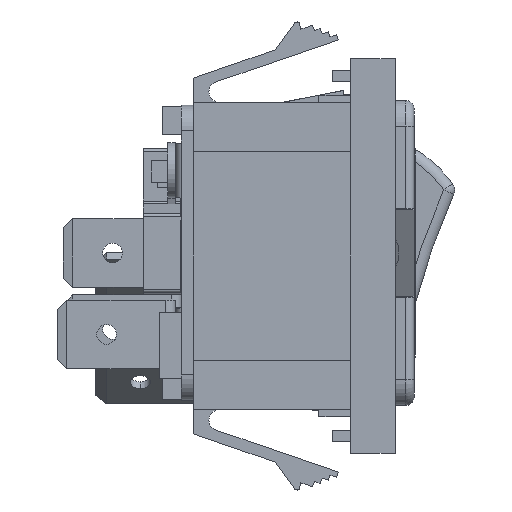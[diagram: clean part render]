
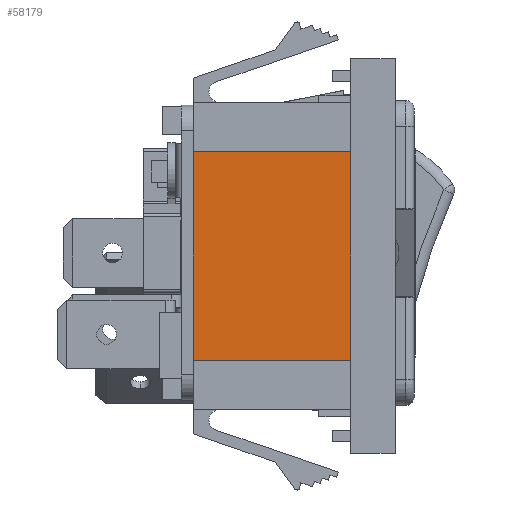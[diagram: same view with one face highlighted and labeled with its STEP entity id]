
A CAD part, front view. The second image highlights one B-rep face of the part: STEP entity #58179.
In plain terms, the highlighted planar face has unit normal (0, -1, 0).
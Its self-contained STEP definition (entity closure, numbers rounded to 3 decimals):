
#2041 = VECTOR ( 'NONE', #55411, 1000. ) ;
#4131 = CARTESIAN_POINT ( 'NONE',  ( -14.402, -34.29, -9.525 ) ) ;
#6600 = FACE_OUTER_BOUND ( 'NONE', #90274, .T. ) ;
#9090 = EDGE_CURVE ( 'NONE', #63502, #79043, #54547, .T. ) ;
#11403 = DIRECTION ( 'NONE',  ( 1., 0., 0. ) ) ;
#15049 = VERTEX_POINT ( 'NONE', #78583 ) ;
#15237 = CARTESIAN_POINT ( 'NONE',  ( 0., -34.29, 9.525 ) ) ;
#23138 = LINE ( 'NONE', #81120, #30755 ) ;
#24087 = EDGE_CURVE ( 'NONE', #79043, #74789, #43524, .T. ) ;
#30755 = VECTOR ( 'NONE', #81581, 1000. ) ;
#32068 = EDGE_CURVE ( 'NONE', #15049, #74789, #54469, .T. ) ;
#37888 = AXIS2_PLACEMENT_3D ( 'NONE', #52124, #43525, #51655 ) ;
#43496 = VECTOR ( 'NONE', #72741, 1000. ) ;
#43524 = LINE ( 'NONE', #15237, #43496 ) ;
#43525 = DIRECTION ( 'NONE',  ( 0., 1., 0. ) ) ;
#47158 = VECTOR ( 'NONE', #11403, 1000. ) ;
#47852 = CARTESIAN_POINT ( 'NONE',  ( -14.402, -34.29, 9.525 ) ) ;
#50182 = ORIENTED_EDGE ( 'NONE', *, *, #9090, .F. ) ;
#51655 = DIRECTION ( 'NONE',  ( 1., 0., 0. ) ) ;
#52124 = CARTESIAN_POINT ( 'NONE',  ( -14.402, -34.29, 9.525 ) ) ;
#54469 = LINE ( 'NONE', #4131, #2041 ) ;
#54547 = LINE ( 'NONE', #47852, #47158 ) ;
#55411 = DIRECTION ( 'NONE',  ( 1., 0., 0. ) ) ;
#56621 = ORIENTED_EDGE ( 'NONE', *, *, #32068, .T. ) ;
#58179 = ADVANCED_FACE ( 'NONE', ( #6600 ), #94331, .F. ) ;
#63502 = VERTEX_POINT ( 'NONE', #69750 ) ;
#65066 = CARTESIAN_POINT ( 'NONE',  ( 0., -34.29, 9.525 ) ) ;
#69750 = CARTESIAN_POINT ( 'NONE',  ( -14.402, -34.29, 9.525 ) ) ;
#72741 = DIRECTION ( 'NONE',  ( 0., 0., -1. ) ) ;
#72857 = ORIENTED_EDGE ( 'NONE', *, *, #78897, .T. ) ;
#74789 = VERTEX_POINT ( 'NONE', #76943 ) ;
#76943 = CARTESIAN_POINT ( 'NONE',  ( 0., -34.29, -9.525 ) ) ;
#78583 = CARTESIAN_POINT ( 'NONE',  ( -14.402, -34.29, -9.525 ) ) ;
#78897 = EDGE_CURVE ( 'NONE', #63502, #15049, #23138, .T. ) ;
#79043 = VERTEX_POINT ( 'NONE', #65066 ) ;
#81120 = CARTESIAN_POINT ( 'NONE',  ( -14.402, -34.29, 9.525 ) ) ;
#81581 = DIRECTION ( 'NONE',  ( 0., 0., -1. ) ) ;
#87576 = ORIENTED_EDGE ( 'NONE', *, *, #24087, .F. ) ;
#90274 = EDGE_LOOP ( 'NONE', ( #56621, #87576, #50182, #72857 ) ) ;
#94331 = PLANE ( 'NONE',  #37888 ) ;
